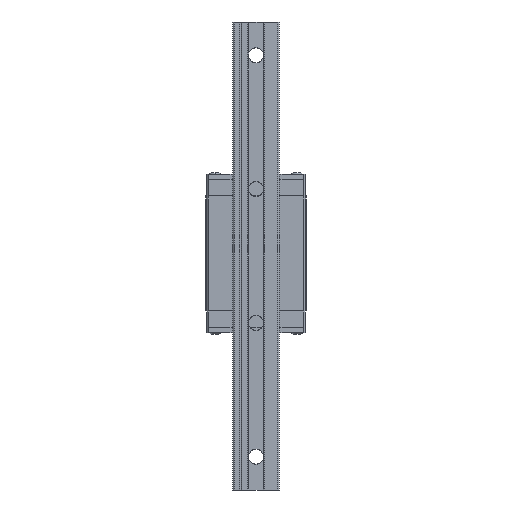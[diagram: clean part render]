
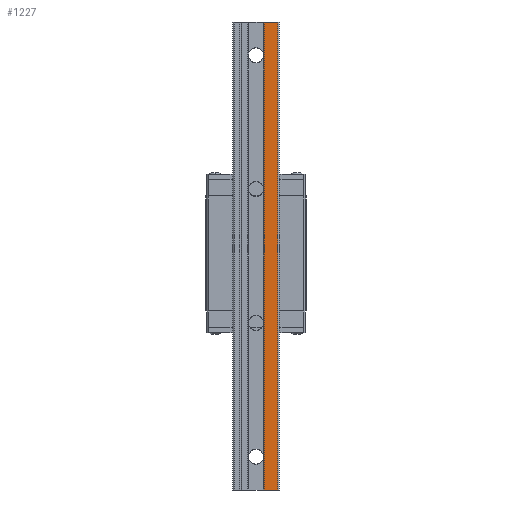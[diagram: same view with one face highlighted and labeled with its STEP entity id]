
A CAD part, front view. The second image highlights one B-rep face of the part: STEP entity #1227.
In plain terms, the highlighted planar face has unit normal (0, -1, 0).
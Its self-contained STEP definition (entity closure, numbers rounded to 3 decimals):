
#395 = ORIENTED_EDGE ( 'NONE', *, *, #6931, .F. ) ;
#1227 = ADVANCED_FACE ( 'NONE', ( #8382 ), #3946, .T. ) ;
#1393 = DIRECTION ( 'NONE',  ( 0., 0., 1. ) ) ;
#1589 = CARTESIAN_POINT ( 'NONE',  ( 5., -23., -280. ) ) ;
#1731 = EDGE_CURVE ( 'NONE', #6091, #9467, #2288, .T. ) ;
#2057 = CARTESIAN_POINT ( 'NONE',  ( 5., -23., -280. ) ) ;
#2240 = AXIS2_PLACEMENT_3D ( 'NONE', #1589, #2381, #7935 ) ;
#2288 = LINE ( 'NONE', #9374, #8369 ) ;
#2381 = DIRECTION ( 'NONE',  ( 0., -1., 0. ) ) ;
#2684 = ORIENTED_EDGE ( 'NONE', *, *, #9207, .T. ) ;
#2784 = CARTESIAN_POINT ( 'NONE',  ( 5., -23., -280. ) ) ;
#3128 = ORIENTED_EDGE ( 'NONE', *, *, #1731, .T. ) ;
#3739 = CARTESIAN_POINT ( 'NONE',  ( 13., -23., -280. ) ) ;
#3853 = VERTEX_POINT ( 'NONE', #9708 ) ;
#3946 = PLANE ( 'NONE',  #2240 ) ;
#4660 = EDGE_CURVE ( 'NONE', #3853, #9467, #9370, .T. ) ;
#4838 = DIRECTION ( 'NONE',  ( 0., 0., 1. ) ) ;
#5101 = VECTOR ( 'NONE', #7559, 1000. ) ;
#5167 = DIRECTION ( 'NONE',  ( 1., 0., 0. ) ) ;
#5312 = LINE ( 'NONE', #6395, #8814 ) ;
#5779 = EDGE_LOOP ( 'NONE', ( #8190, #395, #2684, #3128 ) ) ;
#6091 = VERTEX_POINT ( 'NONE', #3739 ) ;
#6395 = CARTESIAN_POINT ( 'NONE',  ( 5., -23., -280. ) ) ;
#6516 = VECTOR ( 'NONE', #5167, 1000. ) ;
#6931 = EDGE_CURVE ( 'NONE', #9239, #3853, #5312, .T. ) ;
#7559 = DIRECTION ( 'NONE',  ( 1., 0., 0. ) ) ;
#7837 = CARTESIAN_POINT ( 'NONE',  ( 13., -23., 0. ) ) ;
#7935 = DIRECTION ( 'NONE',  ( 0., 0., -1. ) ) ;
#8190 = ORIENTED_EDGE ( 'NONE', *, *, #4660, .F. ) ;
#8369 = VECTOR ( 'NONE', #1393, 1000. ) ;
#8382 = FACE_OUTER_BOUND ( 'NONE', #5779, .T. ) ;
#8642 = LINE ( 'NONE', #2784, #6516 ) ;
#8814 = VECTOR ( 'NONE', #4838, 1000. ) ;
#9135 = CARTESIAN_POINT ( 'NONE',  ( 5., -23., 0. ) ) ;
#9207 = EDGE_CURVE ( 'NONE', #9239, #6091, #8642, .T. ) ;
#9239 = VERTEX_POINT ( 'NONE', #2057 ) ;
#9370 = LINE ( 'NONE', #9135, #5101 ) ;
#9374 = CARTESIAN_POINT ( 'NONE',  ( 13., -23., -280. ) ) ;
#9467 = VERTEX_POINT ( 'NONE', #7837 ) ;
#9708 = CARTESIAN_POINT ( 'NONE',  ( 5., -23., 0. ) ) ;
